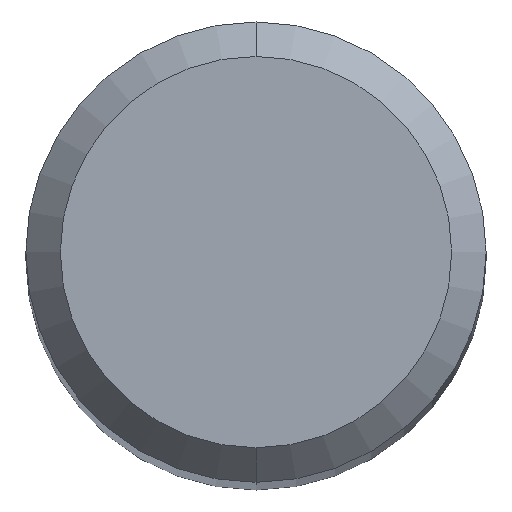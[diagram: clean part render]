
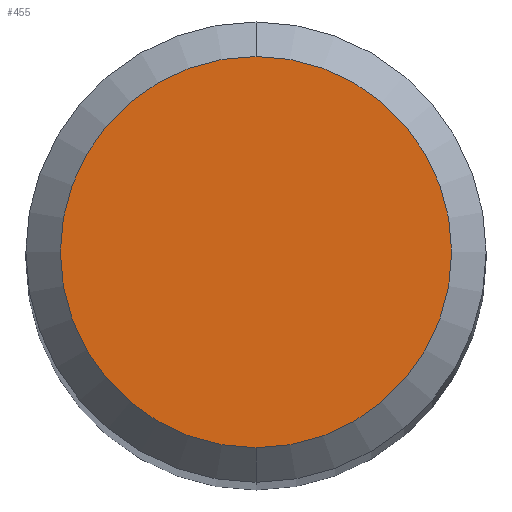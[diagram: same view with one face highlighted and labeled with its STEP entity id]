
A CAD part, top view. The second image highlights one B-rep face of the part: STEP entity #455.
In plain terms, the highlighted planar face has unit normal (0, 0, 1).
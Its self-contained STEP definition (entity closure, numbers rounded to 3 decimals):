
#379=VERTEX_POINT('',#1037);
#399=VERTEX_POINT('',#1059);
#447=EDGE_CURVE('',#379,#399,#1109,.T.);
#455=ADVANCED_FACE('',(#1117),#1118,.T.);
#723=EDGE_CURVE('',#399,#379,#1410,.T.);
#1037=CARTESIAN_POINT('',(0.0,1.7,0.0));
#1059=CARTESIAN_POINT('',(0.,-1.7,0.0));
#1109=CIRCLE('',#2108,1.7);
#1117=FACE_OUTER_BOUND('',#2134,.T.);
#1118=PLANE('',#2135);
#1410=CIRCLE('',#3603,1.7);
#2108=AXIS2_PLACEMENT_3D('',#5067,#5068,#5069);
#2134=EDGE_LOOP('',(#5071,#5072));
#2135=AXIS2_PLACEMENT_3D('',#5073,#5074,#5075);
#3603=AXIS2_PLACEMENT_3D('',#5365,#5366,#5367);
#5067=CARTESIAN_POINT('',(0.0,0.0,0.0));
#5068=DIRECTION('',(0.0,0.0,-1.0));
#5069=DIRECTION('',(0.0,1.0,0.0));
#5071=ORIENTED_EDGE('',*,*,#447,.F.);
#5072=ORIENTED_EDGE('',*,*,#723,.F.);
#5073=CARTESIAN_POINT('',(0.0,0.85,0.0));
#5074=DIRECTION('',(-0.0,0.0,1.0));
#5075=DIRECTION('',(0.0,-1.0,0.0));
#5365=CARTESIAN_POINT('',(0.0,0.0,0.0));
#5366=DIRECTION('',(0.0,0.0,-1.0));
#5367=DIRECTION('',(0.0,1.0,0.0));
